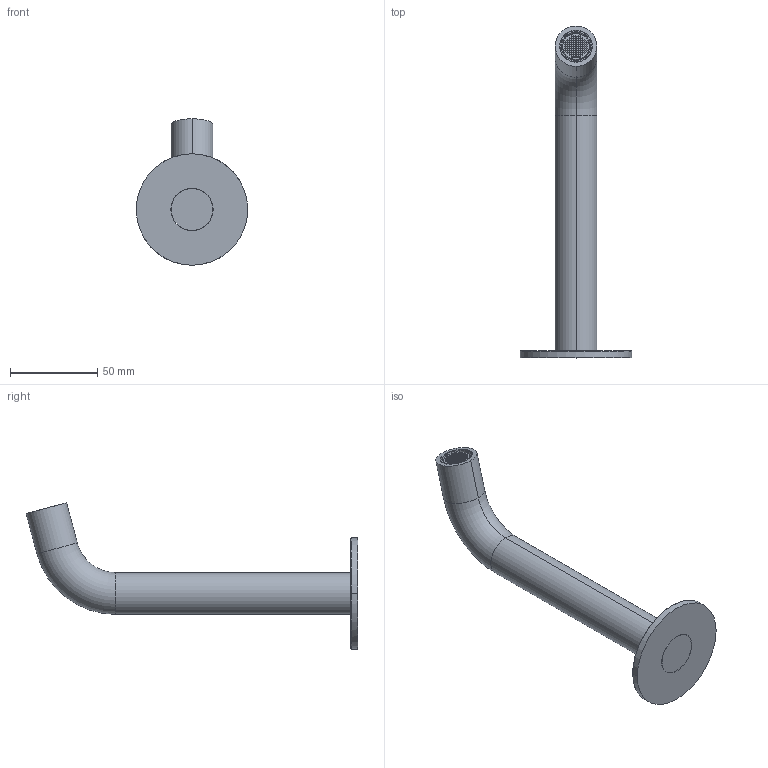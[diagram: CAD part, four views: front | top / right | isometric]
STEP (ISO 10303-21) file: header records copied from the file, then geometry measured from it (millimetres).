
FILE_DESCRIPTION((''),'2;1');
FILE_NAME('GG_6_ASM_1_ASM','2022-05-21T14:32:27',('怪大叔'),(''),'CREO PARAMETRIC BY PTC INC, 2021063','CREO PARAMETRIC BY PTC INC, 2021063','');
FILE_SCHEMA(('CONFIG_CONTROL_DESIGN'));
Length unit declared in the file: millimetre
Products named in the file (8): GG_6_1_1; GG_6_2_1; 580001_2_1; 580001_2_2; 580001_2_3; 580001_2_ASM; 10170LINSOL; GG_6_ASM_1_ASM
Assembly tree (7 placements, depth 3):
  GG_6_ASM_1_ASM
    GG_6_1_1
    GG_6_2_1
    580001_2_ASM
      580001_2_1
      580001_2_2
      580001_2_3
    10170LINSOL
Bounding box: 64 x 190.59 x 84.11 mm (x, y, z)
Volume: 104933.6 mm3; surface area: 27431 mm2
Topology: 11 solids, 12 shells, 1438 faces, 3947 edges, 2634 vertices
Faces by surface type: plane 1349, extrusion 53, cylinder 28, torus 6, cone 2
Entity records: 45616 total; most frequent: CARTESIAN_POINT 8503, ORIENTED_EDGE 7890, DIRECTION 6814, EDGE_CURVE 3947, VECTOR 3778, LINE 3725, VERTEX_POINT 2634, EDGE_LOOP 1741
